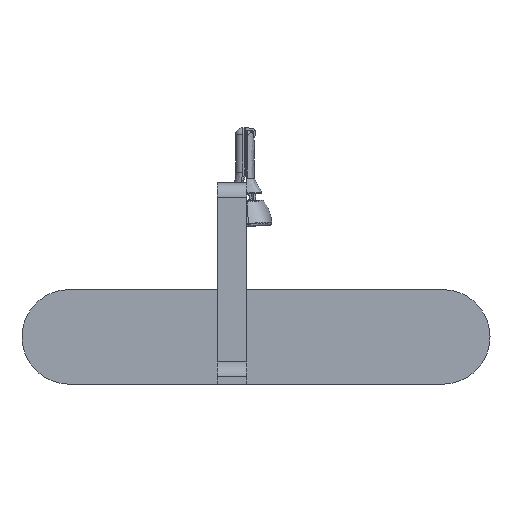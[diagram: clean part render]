
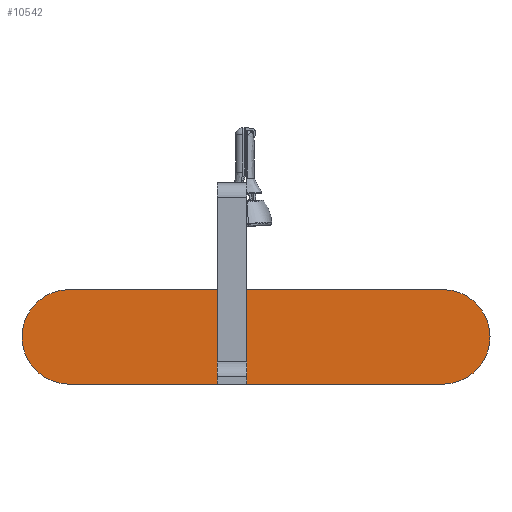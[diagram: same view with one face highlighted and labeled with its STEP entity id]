
A CAD part, front view. The second image highlights one B-rep face of the part: STEP entity #10542.
In plain terms, the highlighted face is planar.
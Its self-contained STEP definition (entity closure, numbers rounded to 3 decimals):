
#100 = CARTESIAN_POINT ( 'NONE',  ( 0., 1.089, -125.154 ) ) ;
#237 = DIRECTION ( 'NONE',  ( 1., 0., 0. ) ) ;
#422 = DIRECTION ( 'NONE',  ( 0., 0., -1. ) ) ;
#704 = AXIS2_PLACEMENT_3D ( 'NONE', #100, #4503, #9088 ) ;
#1075 = AXIS2_PLACEMENT_3D ( 'NONE', #6634, #237, #10225 ) ;
#1561 = ORIENTED_EDGE ( 'NONE', *, *, #7567, .F. ) ;
#1943 = DIRECTION ( 'NONE',  ( 1., 0., 0. ) ) ;
#2245 = EDGE_CURVE ( 'NONE', #8973, #8472, #10801, .T. ) ;
#2525 = ORIENTED_EDGE ( 'NONE', *, *, #5186, .F. ) ;
#2539 = AXIS2_PLACEMENT_3D ( 'NONE', #4864, #4917, #9449 ) ;
#2685 = ORIENTED_EDGE ( 'NONE', *, *, #2806, .T. ) ;
#2806 = EDGE_CURVE ( 'NONE', #8090, #8472, #11087, .T. ) ;
#3529 = FACE_OUTER_BOUND ( 'NONE', #7851, .T. ) ;
#3965 = DIRECTION ( 'NONE',  ( 0., 0., 1. ) ) ;
#4503 = DIRECTION ( 'NONE',  ( 1., 0., 0. ) ) ;
#4626 = CIRCLE ( 'NONE', #1075, 31.697 ) ;
#4785 = CARTESIAN_POINT ( 'NONE',  ( 0., -30.608, 0. ) ) ;
#4864 = CARTESIAN_POINT ( 'NONE',  ( 0., 1.089, 124.846 ) ) ;
#4917 = DIRECTION ( 'NONE',  ( 1., 0., 0. ) ) ;
#5186 = EDGE_CURVE ( 'NONE', #7543, #8973, #4626, .T. ) ;
#5423 = ORIENTED_EDGE ( 'NONE', *, *, #9682, .T. ) ;
#6049 = CARTESIAN_POINT ( 'NONE',  ( 0., 32.786, -125.154 ) ) ;
#6213 = AXIS2_PLACEMENT_3D ( 'NONE', #9985, #1943, #8151 ) ;
#6387 = PLANE ( 'NONE',  #6213 ) ;
#6514 = CARTESIAN_POINT ( 'NONE',  ( 0., -30.608, 124.846 ) ) ;
#6532 = VECTOR ( 'NONE', #422, 1000. ) ;
#6634 = CARTESIAN_POINT ( 'NONE',  ( 0., 1.089, 124.846 ) ) ;
#6889 = VERTEX_POINT ( 'NONE', #6049 ) ;
#6941 = CARTESIAN_POINT ( 'NONE',  ( 0., 1.089, 156.542 ) ) ;
#7543 = VERTEX_POINT ( 'NONE', #10744 ) ;
#7567 = EDGE_CURVE ( 'NONE', #8090, #6889, #7813, .T. ) ;
#7813 = CIRCLE ( 'NONE', #704, 31.697 ) ;
#7851 = EDGE_LOOP ( 'NONE', ( #2685, #10554, #2525, #5423, #1561 ) ) ;
#8090 = VERTEX_POINT ( 'NONE', #9829 ) ;
#8151 = DIRECTION ( 'NONE',  ( 0., 0., -1. ) ) ;
#8472 = VERTEX_POINT ( 'NONE', #6514 ) ;
#8907 = VECTOR ( 'NONE', #3965, 1000. ) ;
#8973 = VERTEX_POINT ( 'NONE', #6941 ) ;
#9088 = DIRECTION ( 'NONE',  ( 0., 0., -1. ) ) ;
#9449 = DIRECTION ( 'NONE',  ( 0., 0., -1. ) ) ;
#9682 = EDGE_CURVE ( 'NONE', #7543, #6889, #11179, .T. ) ;
#9829 = CARTESIAN_POINT ( 'NONE',  ( 0., -30.608, -125.154 ) ) ;
#9985 = CARTESIAN_POINT ( 'NONE',  ( 0., 0., 0. ) ) ;
#10225 = DIRECTION ( 'NONE',  ( 0., 0., -1. ) ) ;
#10542 = ADVANCED_FACE ( 'NONE', ( #3529 ), #6387, .F. ) ;
#10554 = ORIENTED_EDGE ( 'NONE', *, *, #2245, .F. ) ;
#10744 = CARTESIAN_POINT ( 'NONE',  ( 0., 32.786, 124.846 ) ) ;
#10801 = CIRCLE ( 'NONE', #2539, 31.697 ) ;
#11071 = CARTESIAN_POINT ( 'NONE',  ( 0., 32.786, 0. ) ) ;
#11087 = LINE ( 'NONE', #4785, #8907 ) ;
#11179 = LINE ( 'NONE', #11071, #6532 ) ;
